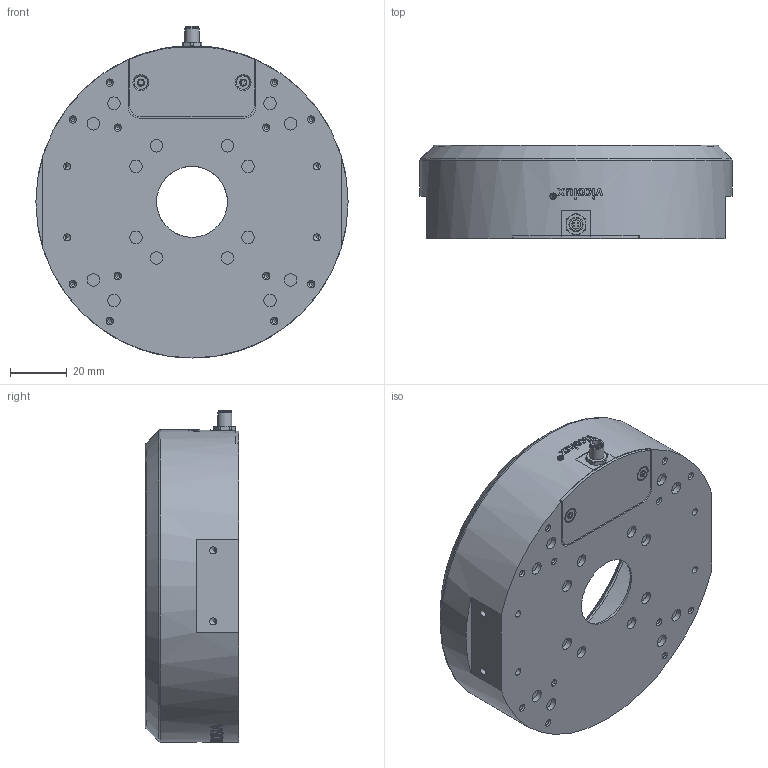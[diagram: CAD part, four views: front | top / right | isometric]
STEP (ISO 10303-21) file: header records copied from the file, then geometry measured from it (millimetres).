
FILE_DESCRIPTION(/* description */ ('>>BEZEICHNUNG<<'),/* implementation_level */ '2;1');
FILE_NAME(/* name */ 'vicolux_SFD42_12-P.stp',/* time_stamp */ '2016-09-28T13:32:36+02:00',/* author */ ('REGENSPURG'),/* organization */ ('Vision & Control'),/* preprocessor_version */ 'ST-DEVELOPER v16.1',/* originating_system */ 'Autodesk Inventor 2016',/* authorisation */ '');
FILE_SCHEMA (('AUTOMOTIVE_DESIGN { 1 0 10303 214 3 1 1 }'));
Products named in the file (1): vicolux_SFD42_12-P
Bounding box: 110 x 32.9 x 116.95 mm (x, y, z)
Volume: 146802.9 mm3; surface area: 37327.5 mm2
Topology: 1 solids, 1 shells, 663 faces, 1706 edges, 1116 vertices
Faces by surface type: plane 236, bspline 228, cylinder 137, cone 55, sphere 4, torus 3
Full cylindrical faces by diameter (mm): 0.48 x4, 1.567 x12, 2.459 x8, 4.4 x16, 4.5 x2, 4.7 x2, 5 x1, 25 x1, 110 x1
Entity records: 86564 total; most frequent: CARTESIAN_POINT 71967, ORIENTED_EDGE 3146, DIRECTION 2143, EDGE_CURVE 1573, VERTEX_POINT 1077, EDGE_LOOP 838, AXIS2_PLACEMENT_3D 769, STYLED_ITEM 664
